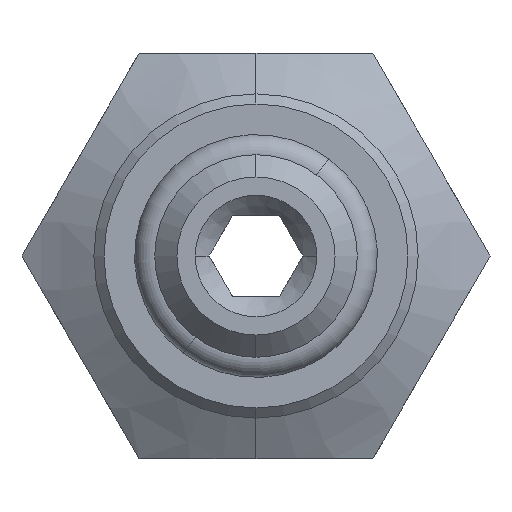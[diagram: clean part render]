
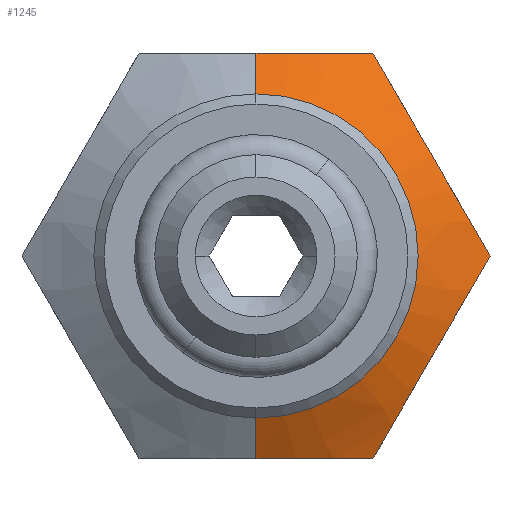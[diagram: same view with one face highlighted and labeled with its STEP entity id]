
A CAD part, front view. The second image highlights one B-rep face of the part: STEP entity #1245.
In plain terms, the highlighted conical face has half-angle 60 degrees and reference radius 4 mm.
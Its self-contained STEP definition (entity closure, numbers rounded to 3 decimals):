
#7 = CARTESIAN_POINT ( 'NONE',  ( 0., 7.1, 4. ) ) ;
#14 = EDGE_CURVE ( 'NONE', #1138, #3102, #2696, .T. ) ;
#79 = CARTESIAN_POINT ( 'NONE',  ( 4.45, 7.677, -2.292 ) ) ;
#123 = CARTESIAN_POINT ( 'NONE',  ( 5.774, 8.124, 0. ) ) ;
#143 = CARTESIAN_POINT ( 'NONE',  ( 0.488, 7.677, -5. ) ) ;
#149 = CARTESIAN_POINT ( 'NONE',  ( 0., 7.1, 4. ) ) ;
#174 = CARTESIAN_POINT ( 'NONE',  ( 4.087, 7.688, 2.921 ) ) ;
#221 = CARTESIAN_POINT ( 'NONE',  ( 5.302, 7.852, 0.816 ) ) ;
#254 = VERTEX_POINT ( 'NONE', #1114 ) ;
#323 = CARTESIAN_POINT ( 'NONE',  ( 4.938, 7.759, -1.446 ) ) ;
#352 = B_SPLINE_CURVE_WITH_KNOTS ( 'NONE', 3,
 ( #3037, #143, #542, #1835, #868, #2786 ),
 .UNSPECIFIED., .F., .F.,
 ( 4, 2, 4 ),
 ( 0.008, 0.01, 0.011 ),
 .UNSPECIFIED. ) ;
#382 = VERTEX_POINT ( 'NONE', #2010 ) ;
#413 = EDGE_CURVE ( 'NONE', #1521, #1127, #2960, .T. ) ;
#437 = CARTESIAN_POINT ( 'NONE',  ( 5.774, 8.124, 0. ) ) ;
#445 = VERTEX_POINT ( 'NONE', #2807 ) ;
#459 = CARTESIAN_POINT ( 'NONE',  ( 3.361, 7.875, 4.179 ) ) ;
#535 = CARTESIAN_POINT ( 'NONE',  ( 1.947, 7.877, 5. ) ) ;
#542 = CARTESIAN_POINT ( 'NONE',  ( 0.983, 7.72, -5. ) ) ;
#702 = CARTESIAN_POINT ( 'NONE',  ( 3.722, 7.759, 3.554 ) ) ;
#728 = ORIENTED_EDGE ( 'NONE', *, *, #2955, .F. ) ;
#740 = ORIENTED_EDGE ( 'NONE', *, *, #1768, .T. ) ;
#751 = CARTESIAN_POINT ( 'NONE',  ( 2.887, 8.124, 5. ) ) ;
#799 = AXIS2_PLACEMENT_3D ( 'NONE', #2086, #2793, #1052 ) ;
#868 = CARTESIAN_POINT ( 'NONE',  ( 2.42, 7.989, -5. ) ) ;
#1007 = CARTESIAN_POINT ( 'NONE',  ( 0., 7.1, 0. ) ) ;
#1052 = DIRECTION ( 'NONE',  ( 0., 0., 1. ) ) ;
#1075 = CARTESIAN_POINT ( 'NONE',  ( 5.3, 7.875, -0.821 ) ) ;
#1114 = CARTESIAN_POINT ( 'NONE',  ( 0., 7.677, 5. ) ) ;
#1120 = CARTESIAN_POINT ( 'NONE',  ( 0., 7.1, -4. ) ) ;
#1127 = VERTEX_POINT ( 'NONE', #1410 ) ;
#1138 = VERTEX_POINT ( 'NONE', #1120 ) ;
#1176 = CARTESIAN_POINT ( 'NONE',  ( 2.887, 8.124, 5. ) ) ;
#1245 = ADVANCED_FACE ( 'NONE', ( #1295 ), #2722, .T. ) ;
#1295 = FACE_OUTER_BOUND ( 'NONE', #1309, .T. ) ;
#1309 = EDGE_LOOP ( 'NONE', ( #2744, #1811, #2776, #2390, #2892, #740, #728 ) ) ;
#1357 = LINE ( 'NONE', #2623, #3112 ) ;
#1398 = DIRECTION ( 'NONE',  ( 0., 0.5, -0.866 ) ) ;
#1410 = CARTESIAN_POINT ( 'NONE',  ( 5.774, 8.124, 0. ) ) ;
#1481 = DIRECTION ( 'NONE',  ( 0., -1., 0. ) ) ;
#1489 = DIRECTION ( 'NONE',  ( 0., 0.5, 0.866 ) ) ;
#1515 = CARTESIAN_POINT ( 'NONE',  ( 2.887, 8.124, -5. ) ) ;
#1521 = VERTEX_POINT ( 'NONE', #1558 ) ;
#1558 = CARTESIAN_POINT ( 'NONE',  ( 2.887, 8.124, -5. ) ) ;
#1605 = CARTESIAN_POINT ( 'NONE',  ( 4.573, 7.688, -2.079 ) ) ;
#1665 = EDGE_CURVE ( 'NONE', #1138, #445, #1357, .T. ) ;
#1667 = CARTESIAN_POINT ( 'NONE',  ( 0.983, 7.72, 5. ) ) ;
#1721 = CARTESIAN_POINT ( 'NONE',  ( 2.42, 7.989, 5. ) ) ;
#1725 = B_SPLINE_CURVE_WITH_KNOTS ( 'NONE', 3,
 ( #751, #1721, #535, #1667, #2652, #2684 ),
 .UNSPECIFIED., .F., .F.,
 ( 4, 2, 4 ),
 ( 0.014, 0.016, 0.017 ),
 .UNSPECIFIED. ) ;
#1768 = EDGE_CURVE ( 'NONE', #382, #254, #1725, .T. ) ;
#1769 = CARTESIAN_POINT ( 'NONE',  ( 3.358, 7.852, -4.184 ) ) ;
#1811 = ORIENTED_EDGE ( 'NONE', *, *, #1665, .T. ) ;
#1817 = CARTESIAN_POINT ( 'NONE',  ( 4.817, 7.728, -1.656 ) ) ;
#1835 = CARTESIAN_POINT ( 'NONE',  ( 1.947, 7.877, -5. ) ) ;
#1891 = CARTESIAN_POINT ( 'NONE',  ( 3.123, 7.988, 4.591 ) ) ;
#1892 = AXIS2_PLACEMENT_3D ( 'NONE', #1007, #1481, #2681 ) ;
#2010 = CARTESIAN_POINT ( 'NONE',  ( 2.887, 8.124, 5. ) ) ;
#2076 = VECTOR ( 'NONE', #1489, 1000. ) ;
#2086 = CARTESIAN_POINT ( 'NONE',  ( 0., 7.1, 0. ) ) ;
#2141 = CARTESIAN_POINT ( 'NONE',  ( 4.824, 7.678, 1.645 ) ) ;
#2204 = EDGE_CURVE ( 'NONE', #445, #1521, #352, .T. ) ;
#2295 = EDGE_CURVE ( 'NONE', #1127, #382, #2533, .T. ) ;
#2375 = CARTESIAN_POINT ( 'NONE',  ( 3.843, 7.728, 3.344 ) ) ;
#2390 = ORIENTED_EDGE ( 'NONE', *, *, #413, .T. ) ;
#2417 = CARTESIAN_POINT ( 'NONE',  ( 4.21, 7.677, 2.708 ) ) ;
#2493 = CARTESIAN_POINT ( 'NONE',  ( 3.837, 7.678, -3.355 ) ) ;
#2533 = B_SPLINE_CURVE_WITH_KNOTS ( 'NONE', 3,
 ( #437, #221, #2141, #2417, #174, #2375, #702, #459, #1891, #1176 ),
 .UNSPECIFIED., .F., .F.,
 ( 4, 2, 2, 2, 4 ),
 ( 0., 0.003, 0.004, 0.004, 0.006 ),
 .UNSPECIFIED. ) ;
#2623 = CARTESIAN_POINT ( 'NONE',  ( 0., 7.1, -4. ) ) ;
#2652 = CARTESIAN_POINT ( 'NONE',  ( 0.488, 7.677, 5. ) ) ;
#2681 = DIRECTION ( 'NONE',  ( 0., 0., -1. ) ) ;
#2684 = CARTESIAN_POINT ( 'NONE',  ( 0., 7.677, 5. ) ) ;
#2696 = CIRCLE ( 'NONE', #1892, 4. ) ;
#2722 = CONICAL_SURFACE ( 'NONE', #799, 4., 1.047 ) ;
#2744 = ORIENTED_EDGE ( 'NONE', *, *, #14, .F. ) ;
#2753 = CARTESIAN_POINT ( 'NONE',  ( 5.538, 7.988, -0.409 ) ) ;
#2776 = ORIENTED_EDGE ( 'NONE', *, *, #2204, .T. ) ;
#2786 = CARTESIAN_POINT ( 'NONE',  ( 2.887, 8.124, -5. ) ) ;
#2793 = DIRECTION ( 'NONE',  ( 0., 1., 0. ) ) ;
#2807 = CARTESIAN_POINT ( 'NONE',  ( 0., 7.677, -5. ) ) ;
#2892 = ORIENTED_EDGE ( 'NONE', *, *, #2295, .T. ) ;
#2955 = EDGE_CURVE ( 'NONE', #3102, #254, #3133, .T. ) ;
#2960 = B_SPLINE_CURVE_WITH_KNOTS ( 'NONE', 3,
 ( #1515, #1769, #2493, #79, #1605, #1817, #323, #1075, #2753, #123 ),
 .UNSPECIFIED., .F., .F.,
 ( 4, 2, 2, 2, 4 ),
 ( 0., 0.003, 0.004, 0.004, 0.006 ),
 .UNSPECIFIED. ) ;
#3037 = CARTESIAN_POINT ( 'NONE',  ( 0., 7.677, -5. ) ) ;
#3102 = VERTEX_POINT ( 'NONE', #149 ) ;
#3112 = VECTOR ( 'NONE', #1398, 1000. ) ;
#3133 = LINE ( 'NONE', #7, #2076 ) ;
